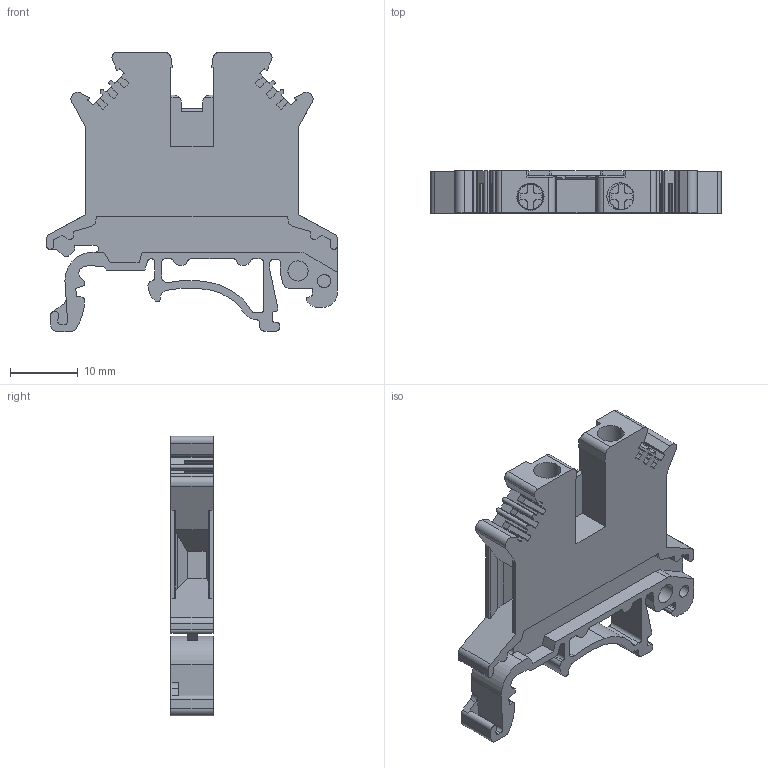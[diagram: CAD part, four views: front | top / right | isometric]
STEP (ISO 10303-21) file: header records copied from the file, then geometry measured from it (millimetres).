
FILE_DESCRIPTION( ('This file contains a STEP AP42 implementation' ,'as created by ZW3D STEP Interface translator.') ,'2;1' );
FILE_NAME( 'RTB2.5B傷赽-耀倰.stp' ,'24 220.134330', (''), ('ZWCAD Software Co.'), 'Version 1.0', 'ZW3D to STEP translator', '' );
FILE_SCHEMA(('AUTOMOTIVE_DESIGN { 1 0 10303 214 1 1 1 1 }'));
Length unit declared in the file: millimetre
Products named in the file (2): 0; RTB2.5B
Bounding box: 42.9 x 6.21 x 41.22 mm (x, y, z)
Volume: 4621.6 mm3; surface area: 4944.3 mm2
Topology: 1 solids, 1 shells, 462 faces, 1345 edges, 892 vertices
Faces by surface type: plane 260, cylinder 197, torus 4, cone 1
Full cylindrical faces by diameter (mm): 1.943 x1, 2.971 x1, 3.7 x1, 4 x1
Entity records: 15956 total; most frequent: CARTESIAN_POINT 2945, ORIENTED_EDGE 2690, DIRECTION 2618, EDGE_CURVE 1345, VECTOR 918, LINE 918, VERTEX_POINT 892, AXIS2_PLACEMENT_3D 850
